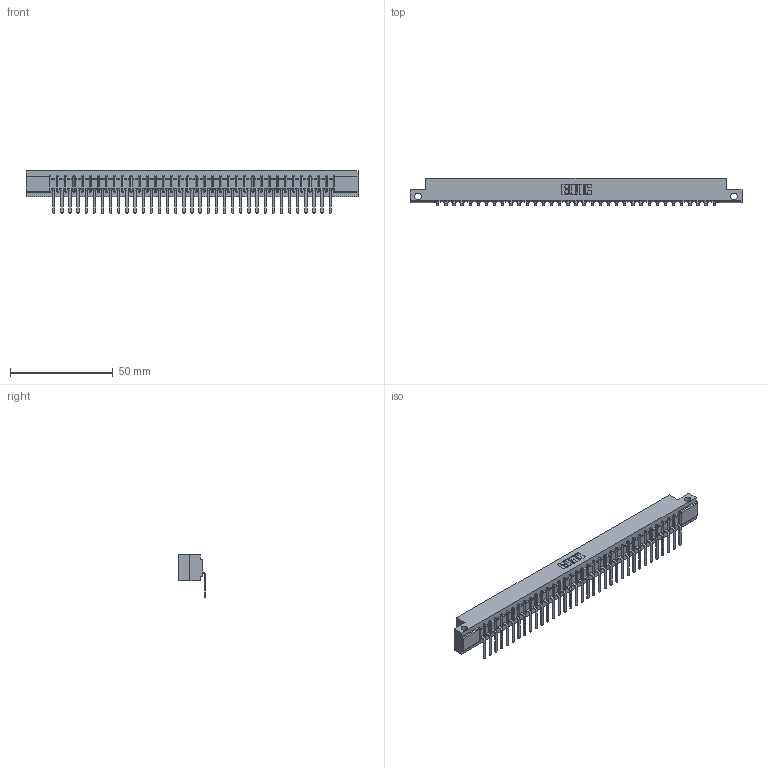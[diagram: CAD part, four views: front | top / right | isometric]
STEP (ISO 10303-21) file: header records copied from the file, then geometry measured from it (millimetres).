
FILE_DESCRIPTION (( 'STEP AP203' ), '1' );
FILE_NAME ('307-035-457-112.STEP', '2020-09-29T00:02:12', ( '' ), ( '' ), 'SwSTEP 2.0', 'SolidWorks 2020', '' );
FILE_SCHEMA (( 'CONFIG_CONTROL_DESIGN' ));
Length unit declared in the file: inch
Products named in the file (3): 307-035-457-112; 307 Part_.128 Dia Side Mounting Holes; 307-290-002_557
Assembly tree (36 placements, depth 2):
  307-035-457-112
    307 Part_.128 Dia Side Mounting Holes
    307-290-002_557  x35
Bounding box: 161.7 x 13.32 x 20.66 mm (x, y, z)
Volume: 17203.7 mm3; surface area: 22080.9 mm2
Topology: 36 solids, 36 shells, 2884 faces, 8863 edges, 5810 vertices
Faces by surface type: plane 1715, cylinder 1097, sphere 72
Entity records: 31724 total; most frequent: CARTESIAN_POINT 5352, ORIENTED_EDGE 5342, DIRECTION 5203, EDGE_CURVE 2671, VECTOR 2041, LINE 2041, VERTEX_POINT 1730, AXIS2_PLACEMENT_3D 1581
